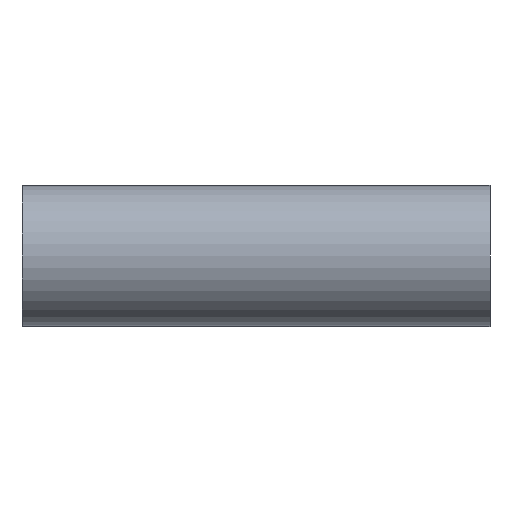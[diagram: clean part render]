
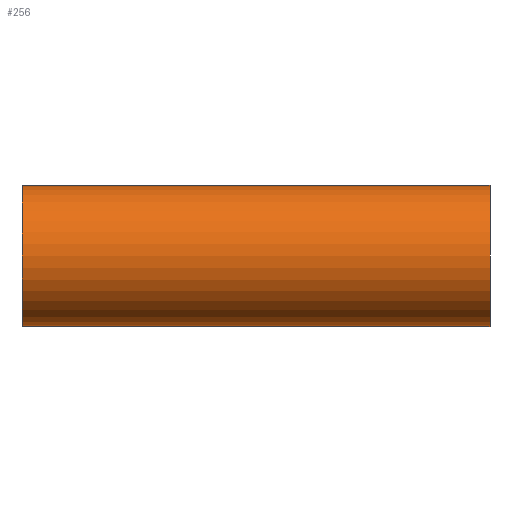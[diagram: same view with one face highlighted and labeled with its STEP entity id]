
A CAD part, left-side view. The second image highlights one B-rep face of the part: STEP entity #256.
In plain terms, the highlighted cylindrical face has radius 80 mm (diameter 160 mm), a partial arc.
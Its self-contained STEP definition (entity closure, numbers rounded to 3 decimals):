
#5 = VERTEX_POINT ( 'NONE', #110 ) ;
#12 = EDGE_CURVE ( 'NONE', #34, #5, #72, .T. ) ;
#21 = DIRECTION ( 'NONE',  ( 0., 1., 0. ) ) ;
#22 = CARTESIAN_POINT ( 'NONE',  ( 0., 531., -80. ) ) ;
#34 = VERTEX_POINT ( 'NONE', #127 ) ;
#36 = DIRECTION ( 'NONE',  ( 0., -1., 0. ) ) ;
#37 = VERTEX_POINT ( 'NONE', #168 ) ;
#52 = AXIS2_PLACEMENT_3D ( 'NONE', #93, #281, #318 ) ;
#57 = CARTESIAN_POINT ( 'NONE',  ( 0., 531., 0. ) ) ;
#68 = EDGE_CURVE ( 'NONE', #37, #303, #148, .T. ) ;
#72 = LINE ( 'NONE', #374, #477 ) ;
#73 = ORIENTED_EDGE ( 'NONE', *, *, #362, .F. ) ;
#93 = CARTESIAN_POINT ( 'NONE',  ( 0., 531., 0. ) ) ;
#102 = LINE ( 'NONE', #211, #162 ) ;
#110 = CARTESIAN_POINT ( 'NONE',  ( 0., 175., 80. ) ) ;
#119 = EDGE_CURVE ( 'NONE', #126, #314, #158, .T. ) ;
#121 = DIRECTION ( 'NONE',  ( 0., 0., 1. ) ) ;
#126 = VERTEX_POINT ( 'NONE', #229 ) ;
#127 = CARTESIAN_POINT ( 'NONE',  ( 0., 531., 80. ) ) ;
#128 = LINE ( 'NONE', #22, #392 ) ;
#148 = CIRCLE ( 'NONE', #420, 80. ) ;
#149 = ORIENTED_EDGE ( 'NONE', *, *, #228, .T. ) ;
#158 = LINE ( 'NONE', #205, #188 ) ;
#160 = CARTESIAN_POINT ( 'NONE',  ( 0., 0., 0. ) ) ;
#162 = VECTOR ( 'NONE', #365, 1000. ) ;
#168 = CARTESIAN_POINT ( 'NONE',  ( 0., 0., -80. ) ) ;
#169 = DIRECTION ( 'NONE',  ( 0., -1., 0. ) ) ;
#188 = VECTOR ( 'NONE', #424, 1000. ) ;
#205 = CARTESIAN_POINT ( 'NONE',  ( 0., 531., -80. ) ) ;
#209 = EDGE_CURVE ( 'NONE', #126, #34, #479, .T. ) ;
#210 = DIRECTION ( 'NONE',  ( 0., -1., 0. ) ) ;
#211 = CARTESIAN_POINT ( 'NONE',  ( 0., 531., 80. ) ) ;
#224 = AXIS2_PLACEMENT_3D ( 'NONE', #57, #210, #291 ) ;
#228 = EDGE_CURVE ( 'NONE', #314, #37, #128, .T. ) ;
#229 = CARTESIAN_POINT ( 'NONE',  ( 0., 531., -80. ) ) ;
#256 = ADVANCED_FACE ( 'NONE', ( #295 ), #399, .T. ) ;
#274 = ORIENTED_EDGE ( 'NONE', *, *, #68, .T. ) ;
#281 = DIRECTION ( 'NONE',  ( 0., 1., 0. ) ) ;
#282 = ORIENTED_EDGE ( 'NONE', *, *, #12, .F. ) ;
#291 = DIRECTION ( 'NONE',  ( 0., 0., -1. ) ) ;
#295 = FACE_OUTER_BOUND ( 'NONE', #349, .T. ) ;
#296 = ORIENTED_EDGE ( 'NONE', *, *, #119, .T. ) ;
#303 = VERTEX_POINT ( 'NONE', #396 ) ;
#314 = VERTEX_POINT ( 'NONE', #483 ) ;
#318 = DIRECTION ( 'NONE',  ( 0., 0., 1. ) ) ;
#349 = EDGE_LOOP ( 'NONE', ( #282, #405, #296, #149, #274, #73 ) ) ;
#362 = EDGE_CURVE ( 'NONE', #5, #303, #102, .T. ) ;
#365 = DIRECTION ( 'NONE',  ( 0., -1., 0. ) ) ;
#374 = CARTESIAN_POINT ( 'NONE',  ( 0., 531., 80. ) ) ;
#392 = VECTOR ( 'NONE', #169, 1000. ) ;
#396 = CARTESIAN_POINT ( 'NONE',  ( 0., 0., 80. ) ) ;
#399 = CYLINDRICAL_SURFACE ( 'NONE', #224, 80. ) ;
#405 = ORIENTED_EDGE ( 'NONE', *, *, #209, .F. ) ;
#420 = AXIS2_PLACEMENT_3D ( 'NONE', #160, #21, #121 ) ;
#424 = DIRECTION ( 'NONE',  ( 0., -1., 0. ) ) ;
#477 = VECTOR ( 'NONE', #36, 1000. ) ;
#479 = CIRCLE ( 'NONE', #52, 80. ) ;
#483 = CARTESIAN_POINT ( 'NONE',  ( 0., 175., -80. ) ) ;
